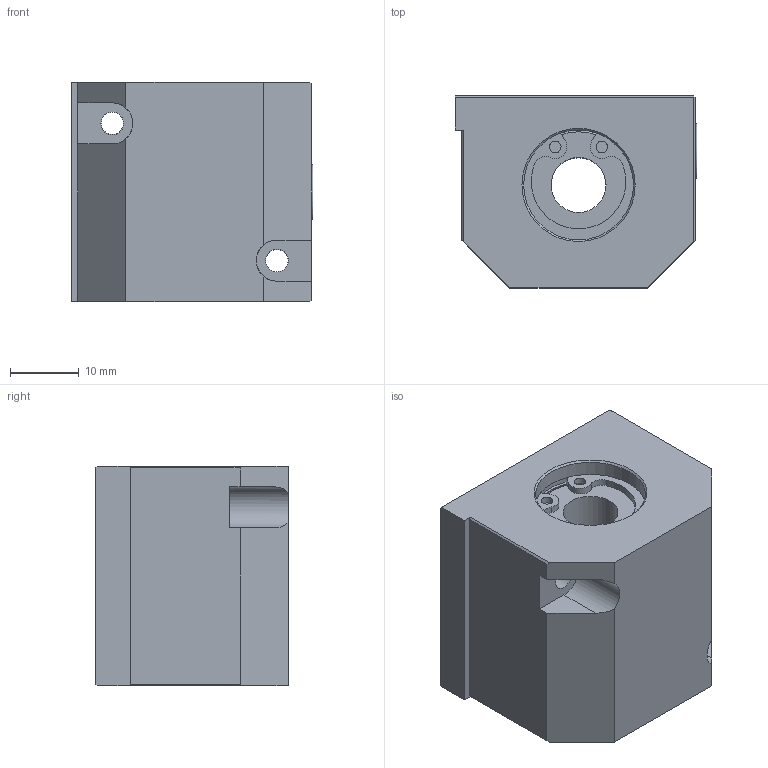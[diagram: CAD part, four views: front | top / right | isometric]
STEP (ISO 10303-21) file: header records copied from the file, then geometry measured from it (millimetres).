
FILE_DESCRIPTION(/* description */ ('Gehäuseeinheit leichte Baureie, geschlossen'),/* implementation_level */ '2;1');
FILE_NAME(/* name */ '190450-0.step',/* time_stamp */ '2021-08-18T08:01:43+02:00',/* author */ ('MuellerJ'),/* organization */ (''),/* preprocessor_version */ 'ST-DEVELOPER v18.1',/* originating_system */ 'Autodesk Inventor 2021',/* authorisation */ '');
FILE_SCHEMA (('AUTOMOTIVE_DESIGN { 1 0 10303 214 3 1 1 }'));
Length unit declared in the file: millimetre
Products named in the file (4): leer; 18-0018-0FZ.001; leer_1; leer_2
Assembly tree (4 placements, depth 2):
  leer
    18-0018-0FZ.001
    leer_1
    leer_2  x2
Bounding box: 35.25 x 28 x 32 mm (x, y, z)
Volume: 25250.8 mm3; surface area: 10465.8 mm2
Topology: 4 solids, 4 shells, 91 faces, 203 edges, 133 vertices
Faces by surface type: plane 50, cylinder 36, torus 3, cone 2
Full cylindrical faces by diameter (mm): 1.7 x4, 3.242 x2, 3.3 x2, 4.3 x1, 7.729 x1, 8 x2, 15.2 x2, 16 x6, 16.9 x2
Entity records: 2408 total; most frequent: DIRECTION 415, CARTESIAN_POINT 411, ORIENTED_EDGE 346, EDGE_CURVE 173, AXIS2_PLACEMENT_3D 157, VERTEX_POINT 113, EDGE_LOOP 104, LINE 101
